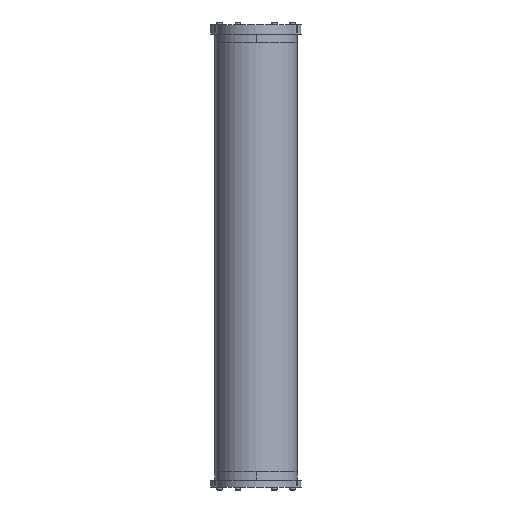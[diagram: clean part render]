
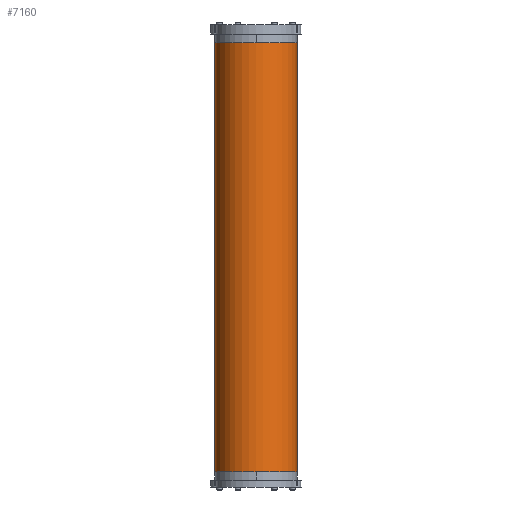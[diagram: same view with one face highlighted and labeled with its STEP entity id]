
A CAD part, front view. The second image highlights one B-rep face of the part: STEP entity #7160.
In plain terms, the highlighted cylindrical face has radius 28.575 mm (diameter 57.15 mm), a partial arc.
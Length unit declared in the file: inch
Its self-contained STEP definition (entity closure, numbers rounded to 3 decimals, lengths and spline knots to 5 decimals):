
#219 = ORIENTED_EDGE ( 'NONE', *, *, #1324, .T. ) ;
#294 = AXIS2_PLACEMENT_3D ( 'NONE', #9873, #9874, #9875 ) ;
#298 = AXIS2_PLACEMENT_3D ( 'NONE', #521, #522, #523 ) ;
#521 = CARTESIAN_POINT ( 'NONE',  ( 0., 0., -5.875 ) ) ;
#522 = DIRECTION ( 'NONE',  ( 0., 0., 1. ) ) ;
#523 = DIRECTION ( 'NONE',  ( 1., 0., 0. ) ) ;
#529 = CARTESIAN_POINT ( 'NONE',  ( -1.125, 0., 5.875 ) ) ;
#531 = CARTESIAN_POINT ( 'NONE',  ( 1.125, 0., 5.875 ) ) ;
#545 = CARTESIAN_POINT ( 'NONE',  ( -1.125, 0., -5.875 ) ) ;
#548 = CARTESIAN_POINT ( 'NONE',  ( 1.125, 0., -5.875 ) ) ;
#1129 = AXIS2_PLACEMENT_3D ( 'NONE', #8712, #8710, #8708 ) ;
#1311 = EDGE_CURVE ( 'NONE', #1531, #1539, #1729, .T. ) ;
#1315 = EDGE_CURVE ( 'NONE', #1531, #1529, #1734, .T. ) ;
#1320 = EDGE_CURVE ( 'NONE', #1529, #1542, #1738, .T. ) ;
#1324 = EDGE_CURVE ( 'NONE', #1539, #1542, #1741, .T. ) ;
#1529 = VERTEX_POINT ( 'NONE', #531 ) ;
#1531 = VERTEX_POINT ( 'NONE', #529 ) ;
#1539 = VERTEX_POINT ( 'NONE', #545 ) ;
#1542 = VERTEX_POINT ( 'NONE', #548 ) ;
#1729 = LINE ( 'NONE', #9867, #1733 ) ;
#1733 = VECTOR ( 'NONE', #9865, 39.37008 ) ;
#1734 = CIRCLE ( 'NONE', #294, 1.125 ) ;
#1738 = LINE ( 'NONE', #9871, #1740 ) ;
#1740 = VECTOR ( 'NONE', #9876, 39.37008 ) ;
#1741 = CIRCLE ( 'NONE', #298, 1.125 ) ;
#3427 = EDGE_LOOP ( 'NONE', ( #14592, #14593, #14594, #219 ) ) ;
#5911 = FACE_OUTER_BOUND ( 'NONE', #3427, .T. ) ;
#5917 = CYLINDRICAL_SURFACE ( 'NONE', #1129, 1.125 ) ;
#7160 = ADVANCED_FACE ( 'NONE', ( #5911 ), #5917, .T. ) ;
#8708 = DIRECTION ( 'NONE',  ( -1., 0., 0. ) ) ;
#8710 = DIRECTION ( 'NONE',  ( 0., 0., -1. ) ) ;
#8712 = CARTESIAN_POINT ( 'NONE',  ( 0., 0., 5.875 ) ) ;
#9865 = DIRECTION ( 'NONE',  ( 0., 0., -1. ) ) ;
#9867 = CARTESIAN_POINT ( 'NONE',  ( -1.125, 0., 5.875 ) ) ;
#9871 = CARTESIAN_POINT ( 'NONE',  ( 1.125, 0., 5.875 ) ) ;
#9873 = CARTESIAN_POINT ( 'NONE',  ( 0., 0., 5.875 ) ) ;
#9874 = DIRECTION ( 'NONE',  ( 0., 0., 1. ) ) ;
#9875 = DIRECTION ( 'NONE',  ( 1., 0., 0. ) ) ;
#9876 = DIRECTION ( 'NONE',  ( 0., 0., -1. ) ) ;
#14592 = ORIENTED_EDGE ( 'NONE', *, *, #1320, .F. ) ;
#14593 = ORIENTED_EDGE ( 'NONE', *, *, #1315, .F. ) ;
#14594 = ORIENTED_EDGE ( 'NONE', *, *, #1311, .T. ) ;
